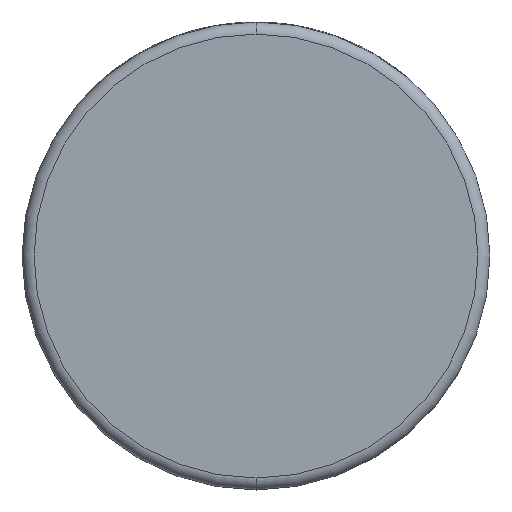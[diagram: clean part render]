
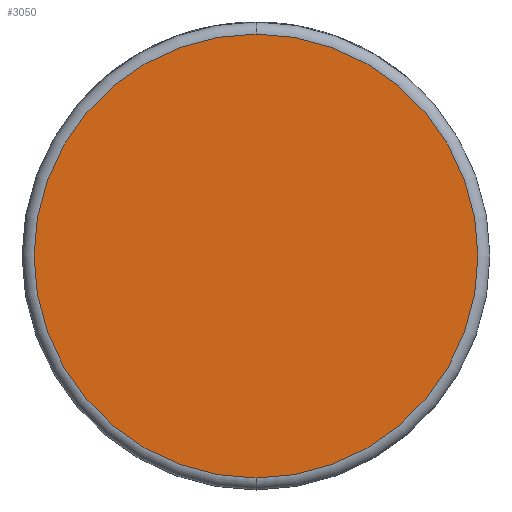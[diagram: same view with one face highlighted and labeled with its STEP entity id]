
A CAD part, front view. The second image highlights one B-rep face of the part: STEP entity #3050.
In plain terms, the highlighted planar face has unit normal (0, -1, 0).
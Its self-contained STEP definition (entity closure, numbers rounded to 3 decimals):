
#64 = CARTESIAN_POINT ( 'NONE',  ( 0., 0., -37. ) ) ;
#128 = AXIS2_PLACEMENT_3D ( 'NONE', #2386, #3871, #3002 ) ;
#474 = EDGE_LOOP ( 'NONE', ( #1042, #2950 ) ) ;
#623 = AXIS2_PLACEMENT_3D ( 'NONE', #833, #1464, #3441 ) ;
#833 = CARTESIAN_POINT ( 'NONE',  ( 0., 0., 0. ) ) ;
#1029 = CIRCLE ( 'NONE', #623, 37. ) ;
#1042 = ORIENTED_EDGE ( 'NONE', *, *, #3763, .T. ) ;
#1464 = DIRECTION ( 'NONE',  ( 0., -1., 0. ) ) ;
#1911 = FACE_OUTER_BOUND ( 'NONE', #474, .T. ) ;
#2160 = VERTEX_POINT ( 'NONE', #3220 ) ;
#2386 = CARTESIAN_POINT ( 'NONE',  ( 0., 0., 0. ) ) ;
#2400 = CARTESIAN_POINT ( 'NONE',  ( 0., 0., 0. ) ) ;
#2950 = ORIENTED_EDGE ( 'NONE', *, *, #3618, .T. ) ;
#3002 = DIRECTION ( 'NONE',  ( 0., 0., 1. ) ) ;
#3050 = ADVANCED_FACE ( 'NONE', ( #1911 ), #3259, .F. ) ;
#3130 = VERTEX_POINT ( 'NONE', #64 ) ;
#3147 = CIRCLE ( 'NONE', #128, 37. ) ;
#3220 = CARTESIAN_POINT ( 'NONE',  ( 0., 0., 37. ) ) ;
#3259 = PLANE ( 'NONE',  #3512 ) ;
#3441 = DIRECTION ( 'NONE',  ( 0., 0., 1. ) ) ;
#3512 = AXIS2_PLACEMENT_3D ( 'NONE', #2400, #3627, #3974 ) ;
#3618 = EDGE_CURVE ( 'NONE', #3130, #2160, #3147, .T. ) ;
#3627 = DIRECTION ( 'NONE',  ( 0., 1., 0. ) ) ;
#3763 = EDGE_CURVE ( 'NONE', #2160, #3130, #1029, .T. ) ;
#3871 = DIRECTION ( 'NONE',  ( 0., -1., 0. ) ) ;
#3974 = DIRECTION ( 'NONE',  ( 0., 0., 1. ) ) ;
